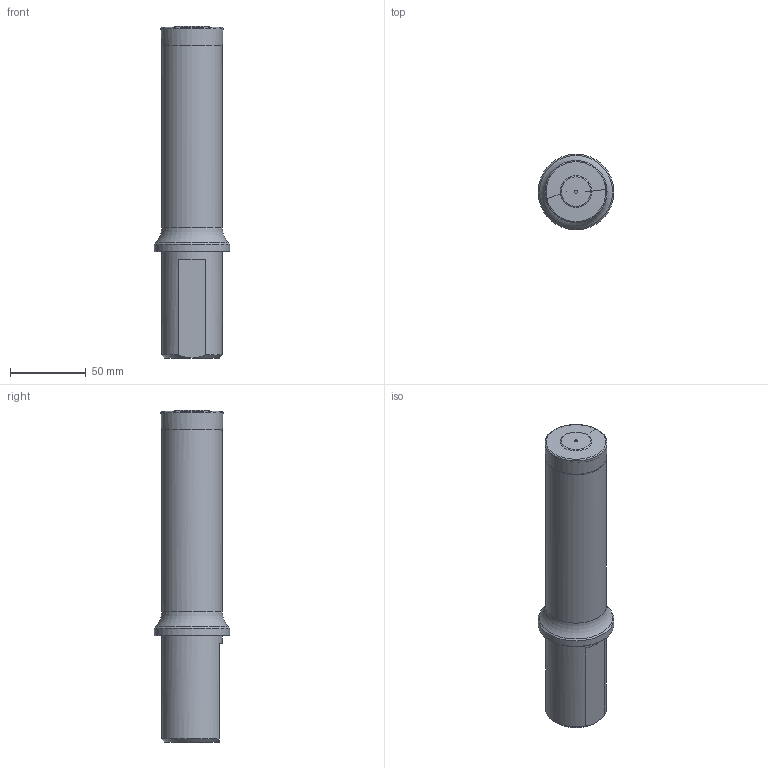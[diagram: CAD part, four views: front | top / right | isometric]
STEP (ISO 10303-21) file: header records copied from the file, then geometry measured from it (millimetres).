
FILE_DESCRIPTION(/* description */ (''),/* implementation_level */ '2;1');
FILE_NAME(/* name */ '803D_41_123_S40_115017983ndi000_00_SIM.stp',/* time_stamp */ '2020-08-04T11:45:19+02:00',/* author */ (''),/* organization */ (''),/* preprocessor_version */ 'ST-DEVELOPER v16.7',/* originating_system */ 'SIEMENS PLM Software NX 12.0',/* authorisation */ '');
FILE_SCHEMA (('AUTOMOTIVE_DESIGN { 1 0 10303 214 3 1 1 1 }'));
Length unit declared in the file: millimetre
Products named in the file (1): wq7058545A3Fj8g6
Bounding box: 50 x 50 x 219 mm (x, y, z)
Volume: 283638.2 mm3; surface area: 38954.9 mm2
Topology: 2 solids, 2 shells, 30 faces, 60 edges, 36 vertices
Faces by surface type: plane 11, cone 8, revolution 5, cylinder 4, torus 2
Full cylindrical faces by diameter (mm): 7 x1, 40 x2, 50 x1
Entity records: 747 total; most frequent: CARTESIAN_POINT 168, DIRECTION 119, ORIENTED_EDGE 74, AXIS2_PLACEMENT_3D 53, EDGE_LOOP 50, FACE_BOUND 42, EDGE_CURVE 37, VERTEX_POINT 32
